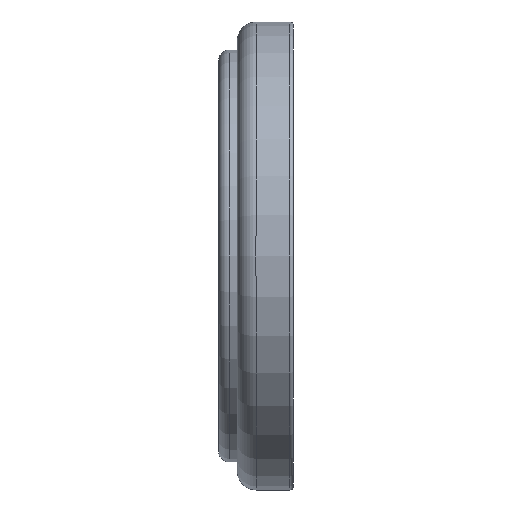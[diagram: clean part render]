
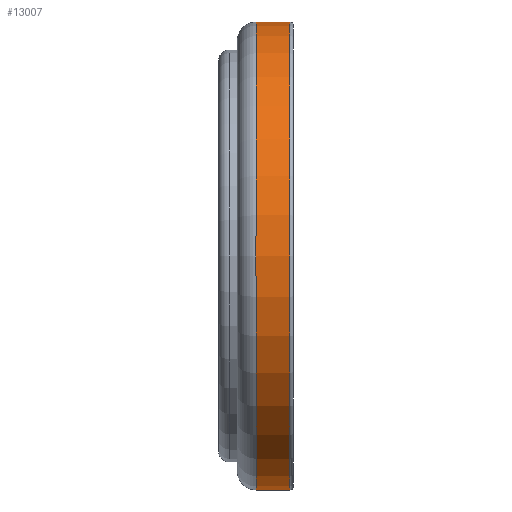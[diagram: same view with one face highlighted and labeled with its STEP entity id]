
A CAD part, left-side view. The second image highlights one B-rep face of the part: STEP entity #13007.
In plain terms, the highlighted cylindrical face has radius 10 mm (diameter 20 mm), a partial arc.
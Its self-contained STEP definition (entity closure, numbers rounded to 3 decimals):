
#152 = CARTESIAN_POINT ( 'NONE',  ( 0., 1.6, 0. ) ) ;
#1690 = DIRECTION ( 'NONE',  ( 0., 0., -1. ) ) ;
#1745 = CIRCLE ( 'NONE', #8456, 10. ) ;
#1836 = EDGE_CURVE ( 'NONE', #14250, #14587, #7672, .T. ) ;
#2929 = DIRECTION ( 'NONE',  ( 0., 0., 1. ) ) ;
#3461 = CARTESIAN_POINT ( 'NONE',  ( 0., 0.15, 10. ) ) ;
#4353 = DIRECTION ( 'NONE',  ( 0., 1., 0. ) ) ;
#4918 = EDGE_LOOP ( 'NONE', ( #5950, #7640, #9000, #8602 ) ) ;
#5950 = ORIENTED_EDGE ( 'NONE', *, *, #11427, .F. ) ;
#6669 = CARTESIAN_POINT ( 'NONE',  ( 0., 1.6, 10. ) ) ;
#7051 = CYLINDRICAL_SURFACE ( 'NONE', #17980, 10. ) ;
#7565 = DIRECTION ( 'NONE',  ( 0., -1., 0. ) ) ;
#7640 = ORIENTED_EDGE ( 'NONE', *, *, #13047, .T. ) ;
#7672 = LINE ( 'NONE', #12058, #8866 ) ;
#8233 = VERTEX_POINT ( 'NONE', #6669 ) ;
#8456 = AXIS2_PLACEMENT_3D ( 'NONE', #18686, #4353, #2929 ) ;
#8483 = EDGE_CURVE ( 'NONE', #14587, #16985, #1745, .T. ) ;
#8602 = ORIENTED_EDGE ( 'NONE', *, *, #8483, .T. ) ;
#8758 = DIRECTION ( 'NONE',  ( 0., -1., 0. ) ) ;
#8811 = CARTESIAN_POINT ( 'NONE',  ( 0., 1.6, -10. ) ) ;
#8866 = VECTOR ( 'NONE', #14961, 1000. ) ;
#9000 = ORIENTED_EDGE ( 'NONE', *, *, #1836, .T. ) ;
#9892 = FACE_OUTER_BOUND ( 'NONE', #4918, .T. ) ;
#10178 = CARTESIAN_POINT ( 'NONE',  ( 0., 2.4, 0. ) ) ;
#11427 = EDGE_CURVE ( 'NONE', #8233, #16985, #14767, .T. ) ;
#11769 = CARTESIAN_POINT ( 'NONE',  ( 0., 0.15, -10. ) ) ;
#12058 = CARTESIAN_POINT ( 'NONE',  ( 0., 2.4, -10. ) ) ;
#13007 = ADVANCED_FACE ( 'NONE', ( #9892 ), #7051, .T. ) ;
#13047 = EDGE_CURVE ( 'NONE', #8233, #14250, #13440, .T. ) ;
#13440 = CIRCLE ( 'NONE', #16752, 10. ) ;
#14250 = VERTEX_POINT ( 'NONE', #8811 ) ;
#14538 = DIRECTION ( 'NONE',  ( 0., 0., 1. ) ) ;
#14587 = VERTEX_POINT ( 'NONE', #11769 ) ;
#14767 = LINE ( 'NONE', #17540, #15856 ) ;
#14961 = DIRECTION ( 'NONE',  ( 0., -1., 0. ) ) ;
#15856 = VECTOR ( 'NONE', #7565, 1000. ) ;
#15962 = DIRECTION ( 'NONE',  ( 0., -1., 0. ) ) ;
#16752 = AXIS2_PLACEMENT_3D ( 'NONE', #152, #8758, #14538 ) ;
#16985 = VERTEX_POINT ( 'NONE', #3461 ) ;
#17540 = CARTESIAN_POINT ( 'NONE',  ( 0., 2.4, 10. ) ) ;
#17980 = AXIS2_PLACEMENT_3D ( 'NONE', #10178, #15962, #1690 ) ;
#18686 = CARTESIAN_POINT ( 'NONE',  ( 0., 0.15, 0. ) ) ;
